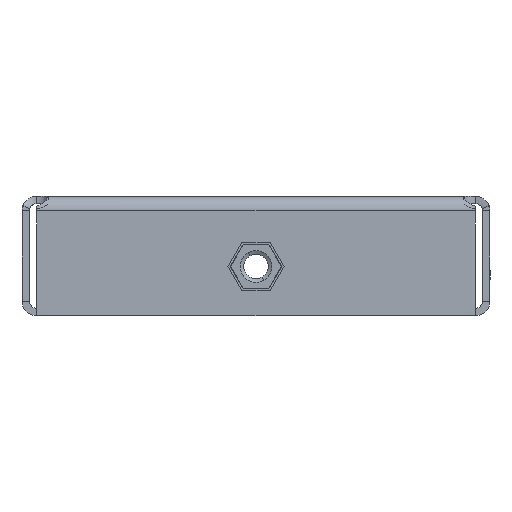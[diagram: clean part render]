
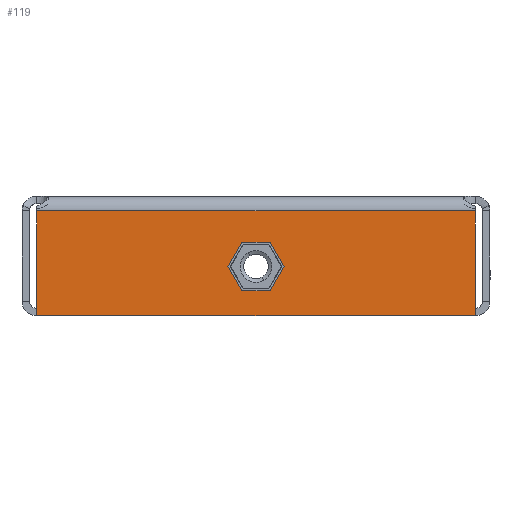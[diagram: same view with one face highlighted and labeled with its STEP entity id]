
A CAD part, left-side view. The second image highlights one B-rep face of the part: STEP entity #119.
In plain terms, the highlighted planar face has unit normal (-1, 0, 0).
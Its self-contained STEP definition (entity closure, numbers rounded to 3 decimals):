
#62 = ORIENTED_EDGE ( 'NONE', *, *, #89, .T. ) ;
#69 = EDGE_CURVE ( 'NONE', #1480, #1691, #869, .T. ) ;
#79 = ORIENTED_EDGE ( 'NONE', *, *, #1843, .T. ) ;
#89 = EDGE_CURVE ( 'NONE', #3197, #687, #2351, .T. ) ;
#119 = ADVANCED_FACE ( 'NONE', ( #3572, #2039 ), #2639, .F. ) ;
#254 = ORIENTED_EDGE ( 'NONE', *, *, #1066, .T. ) ;
#339 = EDGE_CURVE ( 'NONE', #1691, #2817, #1557, .T. ) ;
#391 = EDGE_CURVE ( 'NONE', #1383, #3029, #1381, .T. ) ;
#454 = ORIENTED_EDGE ( 'NONE', *, *, #69, .T. ) ;
#564 = ORIENTED_EDGE ( 'NONE', *, *, #873, .T. ) ;
#585 = CARTESIAN_POINT ( 'NONE',  ( -252., -45., -24.5 ) ) ;
#610 = CARTESIAN_POINT ( 'NONE',  ( -252., -45., 0. ) ) ;
#654 = VERTEX_POINT ( 'NONE', #1596 ) ;
#687 = VERTEX_POINT ( 'NONE', #1839 ) ;
#701 = ORIENTED_EDGE ( 'NONE', *, *, #1991, .F. ) ;
#714 = DIRECTION ( 'NONE',  ( 0., -0.5, -0.866 ) ) ;
#817 = DIRECTION ( 'NONE',  ( 0., 0., 1. ) ) ;
#824 = LINE ( 'NONE', #3170, #2192 ) ;
#869 = LINE ( 'NONE', #3552, #962 ) ;
#873 = EDGE_CURVE ( 'NONE', #2528, #2798, #3298, .T. ) ;
#894 = VECTOR ( 'NONE', #3203, 1000. ) ;
#914 = DIRECTION ( 'NONE',  ( 1., 0., 0. ) ) ;
#927 = CARTESIAN_POINT ( 'NONE',  ( -252., 5.312, -14.4 ) ) ;
#962 = VECTOR ( 'NONE', #1490, 1000. ) ;
#981 = CARTESIAN_POINT ( 'NONE',  ( -252., -2.656, -9.8 ) ) ;
#1066 = EDGE_CURVE ( 'NONE', #2798, #3197, #1659, .T. ) ;
#1134 = DIRECTION ( 'NONE',  ( 0., -1., 0. ) ) ;
#1381 = LINE ( 'NONE', #3445, #3504 ) ;
#1383 = VERTEX_POINT ( 'NONE', #3176 ) ;
#1480 = VERTEX_POINT ( 'NONE', #3241 ) ;
#1490 = DIRECTION ( 'NONE',  ( 0., -1., 0. ) ) ;
#1491 = EDGE_LOOP ( 'NONE', ( #3349, #79, #2895, #1828, #454, #3671 ) ) ;
#1557 = LINE ( 'NONE', #3351, #2252 ) ;
#1596 = CARTESIAN_POINT ( 'NONE',  ( -252., -2.656, -19. ) ) ;
#1611 = CARTESIAN_POINT ( 'NONE',  ( -252., 45., 0. ) ) ;
#1659 = LINE ( 'NONE', #2868, #2065 ) ;
#1691 = VERTEX_POINT ( 'NONE', #981 ) ;
#1707 = VECTOR ( 'NONE', #817, 1000. ) ;
#1739 = EDGE_CURVE ( 'NONE', #2817, #654, #2363, .T. ) ;
#1828 = ORIENTED_EDGE ( 'NONE', *, *, #1971, .T. ) ;
#1839 = CARTESIAN_POINT ( 'NONE',  ( -252., -45., -3. ) ) ;
#1843 = EDGE_CURVE ( 'NONE', #654, #1383, #3136, .T. ) ;
#1971 = EDGE_CURVE ( 'NONE', #3029, #1480, #824, .T. ) ;
#1991 = EDGE_CURVE ( 'NONE', #2528, #687, #2924, .T. ) ;
#2039 = FACE_OUTER_BOUND ( 'NONE', #2774, .T. ) ;
#2065 = VECTOR ( 'NONE', #1134, 1000. ) ;
#2093 = DIRECTION ( 'NONE',  ( 0., 0., -1. ) ) ;
#2158 = DIRECTION ( 'NONE',  ( 0., 0., -1. ) ) ;
#2179 = DIRECTION ( 'NONE',  ( 0., 1., 0. ) ) ;
#2192 = VECTOR ( 'NONE', #3453, 1000. ) ;
#2238 = CARTESIAN_POINT ( 'NONE',  ( -252., 45., -3. ) ) ;
#2244 = DIRECTION ( 'NONE',  ( 0., 0.5, 0.866 ) ) ;
#2252 = VECTOR ( 'NONE', #714, 1000. ) ;
#2308 = VECTOR ( 'NONE', #2158, 1000. ) ;
#2351 = LINE ( 'NONE', #610, #1707 ) ;
#2363 = LINE ( 'NONE', #3564, #3321 ) ;
#2448 = AXIS2_PLACEMENT_3D ( 'NONE', #3534, #914, #2093 ) ;
#2528 = VERTEX_POINT ( 'NONE', #2238 ) ;
#2639 = PLANE ( 'NONE',  #2448 ) ;
#2774 = EDGE_LOOP ( 'NONE', ( #701, #564, #254, #62 ) ) ;
#2798 = VERTEX_POINT ( 'NONE', #3098 ) ;
#2817 = VERTEX_POINT ( 'NONE', #2851 ) ;
#2851 = CARTESIAN_POINT ( 'NONE',  ( -252., -5.312, -14.4 ) ) ;
#2868 = CARTESIAN_POINT ( 'NONE',  ( -252., 0., -24.5 ) ) ;
#2885 = VECTOR ( 'NONE', #2179, 1000. ) ;
#2895 = ORIENTED_EDGE ( 'NONE', *, *, #391, .T. ) ;
#2924 = LINE ( 'NONE', #3187, #894 ) ;
#3029 = VERTEX_POINT ( 'NONE', #927 ) ;
#3031 = DIRECTION ( 'NONE',  ( 0., 0.5, -0.866 ) ) ;
#3098 = CARTESIAN_POINT ( 'NONE',  ( -252., 45., -24.5 ) ) ;
#3136 = LINE ( 'NONE', #3728, #2885 ) ;
#3170 = CARTESIAN_POINT ( 'NONE',  ( -252., -2.252, -1.3 ) ) ;
#3176 = CARTESIAN_POINT ( 'NONE',  ( -252., 2.656, -19. ) ) ;
#3187 = CARTESIAN_POINT ( 'NONE',  ( -252., -45., -3. ) ) ;
#3197 = VERTEX_POINT ( 'NONE', #585 ) ;
#3203 = DIRECTION ( 'NONE',  ( 0., -1., 0. ) ) ;
#3241 = CARTESIAN_POINT ( 'NONE',  ( -252., 2.656, -9.8 ) ) ;
#3298 = LINE ( 'NONE', #1611, #2308 ) ;
#3321 = VECTOR ( 'NONE', #3031, 1000. ) ;
#3349 = ORIENTED_EDGE ( 'NONE', *, *, #1739, .T. ) ;
#3351 = CARTESIAN_POINT ( 'NONE',  ( -252., 2.252, -1.3 ) ) ;
#3445 = CARTESIAN_POINT ( 'NONE',  ( -252., 10.219, -5.9 ) ) ;
#3453 = DIRECTION ( 'NONE',  ( 0., -0.5, 0.866 ) ) ;
#3504 = VECTOR ( 'NONE', #2244, 1000. ) ;
#3534 = CARTESIAN_POINT ( 'NONE',  ( -252., 0., 0. ) ) ;
#3552 = CARTESIAN_POINT ( 'NONE',  ( -252., 0., -9.8 ) ) ;
#3564 = CARTESIAN_POINT ( 'NONE',  ( -252., -10.219, -5.9 ) ) ;
#3572 = FACE_BOUND ( 'NONE', #1491, .T. ) ;
#3671 = ORIENTED_EDGE ( 'NONE', *, *, #339, .T. ) ;
#3728 = CARTESIAN_POINT ( 'NONE',  ( -252., 0., -19. ) ) ;
